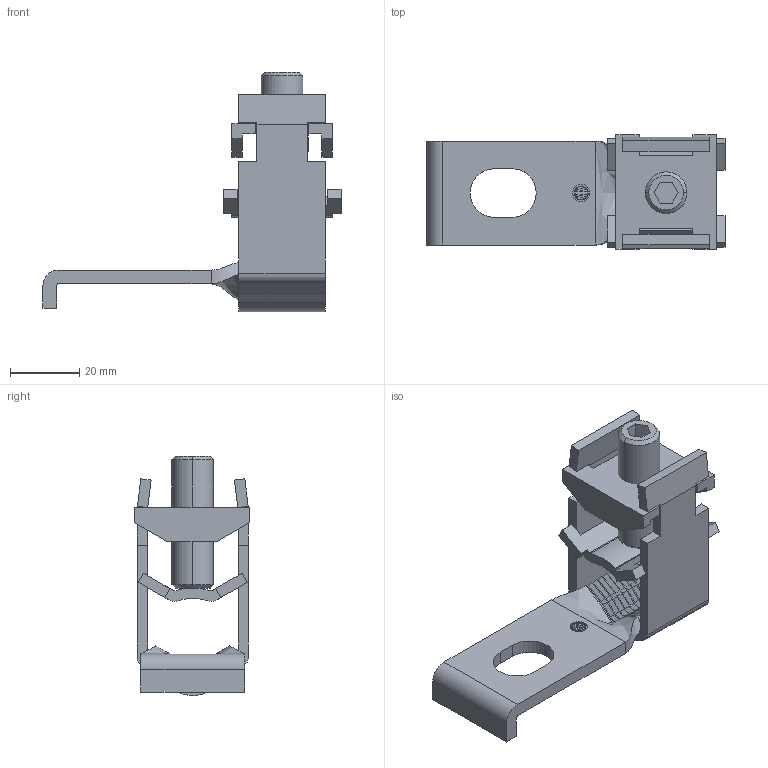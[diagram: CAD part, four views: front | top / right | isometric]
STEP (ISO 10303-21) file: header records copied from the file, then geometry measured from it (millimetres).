
FILE_DESCRIPTION(('CATIA V5 STEP'),'2;1');
FILE_NAME('K2301086_L_V-Rahmenklemme mit Lasche KM2G-F_A30-40_V90-120.stp','2016-04-29T13:41:53+00:00',('none'),('Jean Müller GmbH'),'CATIA Version 5 Release 19 SP 9 (IN-10)','CATIA V5 STEP AP214','none');
FILE_SCHEMA(('AUTOMOTIVE_DESIGN { 1 0 10303 214 1 1 1 1 }'));
Length unit declared in the file: millimetre
Products named in the file (6): K2301086_L_V-Rahmenklemme mit Lasche; 68233_Sond-Gewindestift; 54373_01_Anschlusslasche; 158403_L_Druckstueck; 158404_10_L_V-Rahmen V02 gebogen und vereinfacht; 158402_L_Klemmenmutter M12 KM2G
Assembly tree (5 placements, depth 2):
  K2301086_L_V-Rahmenklemme mit Lasche
    68233_Sond-Gewindestift
    54373_01_Anschlusslasche
    158403_L_Druckstueck
    158404_10_L_V-Rahmen V02 gebogen und vereinfacht
    158402_L_Klemmenmutter M12 KM2G
Bounding box: 86 x 33 x 69.02 mm (x, y, z)
Volume: 28602.4 mm3; surface area: 20769.4 mm2
Topology: 5 solids, 5 shells, 347 faces, 892 edges, 561 vertices
Faces by surface type: plane 226, cone 77, cylinder 40, bspline 4
Entity records: 10771 total; most frequent: CARTESIAN_POINT 2236, ORIENTED_EDGE 1780, DIRECTION 1472, EDGE_CURVE 890, VECTOR 687, LINE 687, VERTEX_POINT 561, AXIS2_PLACEMENT_3D 477
